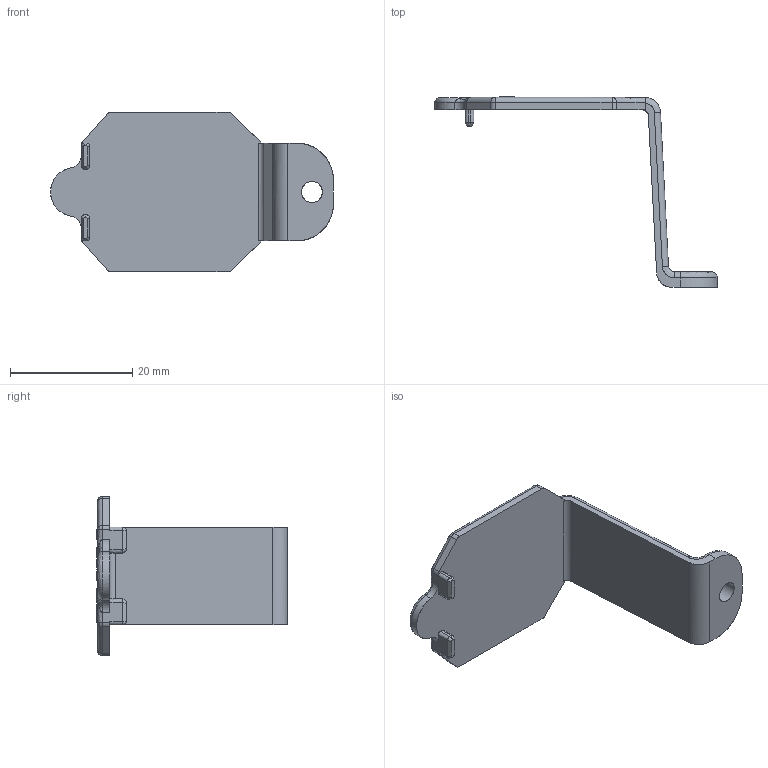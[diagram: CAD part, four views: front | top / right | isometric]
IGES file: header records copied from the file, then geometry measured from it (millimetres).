
Start section: C
Global section: file name: 7427722.igs; native system: By Siemens PLM Incorporated; preprocessor: XPlus GENERIC/IGES 26.1.183; author: Author; organization: Title; date: 20250206.134600; units: millimetre
Bounding box: 46.19 x 31.15 x 26 mm (x, y, z)
Surface area: 3088.1 mm2 (no closed solid volume)
Topology: 0 solids, 0 shells, 268 faces, 1422 edges, 1420 vertices
Faces by surface type: bspline 268
